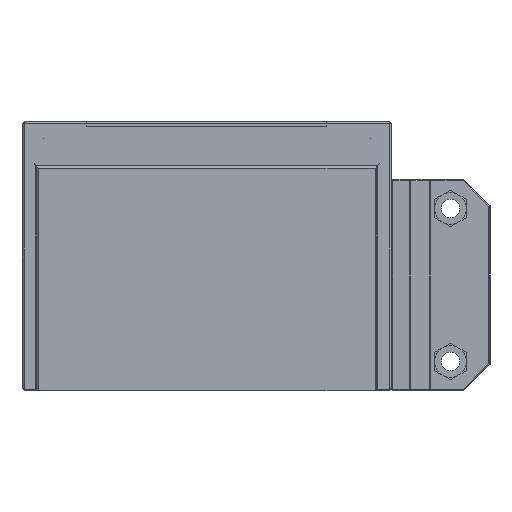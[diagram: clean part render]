
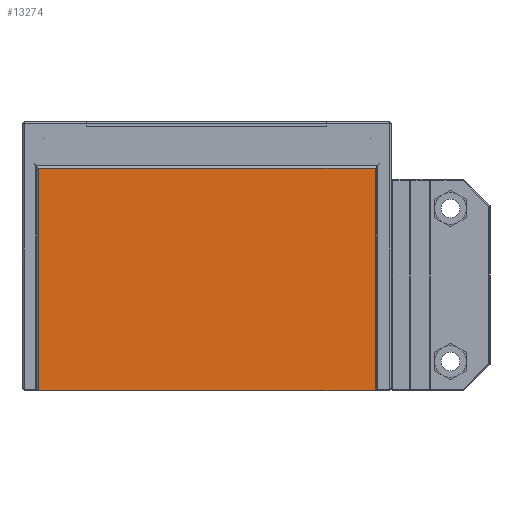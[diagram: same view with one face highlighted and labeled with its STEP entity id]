
A CAD part, front view. The second image highlights one B-rep face of the part: STEP entity #13274.
In plain terms, the highlighted planar face has unit normal (0, -1, 0).
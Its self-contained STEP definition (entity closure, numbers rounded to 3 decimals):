
#1330=FACE_OUTER_BOUND('',#2174,.T.);
#2174=EDGE_LOOP('',(#10970,#10971,#10972,#10973));
#3519=LINE('',#21569,#4892);
#3522=LINE('',#21575,#4895);
#3524=LINE('',#21578,#4897);
#3525=LINE('',#21580,#4898);
#4892=VECTOR('',#17085,10.);
#4895=VECTOR('',#17090,10.);
#4897=VECTOR('',#17094,10.);
#4898=VECTOR('',#17097,10.);
#6111=VERTEX_POINT('',#21566);
#6112=VERTEX_POINT('',#21568);
#6113=VERTEX_POINT('',#21572);
#6114=VERTEX_POINT('',#21574);
#7775=EDGE_CURVE('',#6112,#6111,#3519,.T.);
#7778=EDGE_CURVE('',#6114,#6113,#3522,.T.);
#7780=EDGE_CURVE('',#6114,#6111,#3524,.T.);
#7781=EDGE_CURVE('',#6113,#6112,#3525,.T.);
#10970=ORIENTED_EDGE('',*,*,#7778,.T.);
#10971=ORIENTED_EDGE('',*,*,#7781,.T.);
#10972=ORIENTED_EDGE('',*,*,#7775,.T.);
#10973=ORIENTED_EDGE('',*,*,#7780,.F.);
#12593=PLANE('',#14286);
#13274=ADVANCED_FACE('',(#1330),#12593,.F.);
#14286=AXIS2_PLACEMENT_3D('',#21582,#17100,#17101);
#17085=DIRECTION('',(0.,0.,1.));
#17090=DIRECTION('',(0.,0.,-1.));
#17094=DIRECTION('',(1.,0.,0.));
#17097=DIRECTION('',(1.,0.,0.));
#17100=DIRECTION('center_axis',(0.,1.,0.));
#17101=DIRECTION('ref_axis',(-1.,0.,0.));
#21566=CARTESIAN_POINT('',(31.929,-114.8,42.124));
#21568=CARTESIAN_POINT('',(31.929,-114.8,0.));
#21569=CARTESIAN_POINT('',(31.929,-114.8,8.55));
#21572=CARTESIAN_POINT('',(-31.929,-114.8,0.));
#21574=CARTESIAN_POINT('',(-31.929,-114.8,42.124));
#21575=CARTESIAN_POINT('',(-31.929,-114.8,18.5));
#21578=CARTESIAN_POINT('',(32.69,-114.8,42.124));
#21580=CARTESIAN_POINT('',(15.965,-114.8,0.));
#21582=CARTESIAN_POINT('Origin',(31.929,-114.8,8.55));
